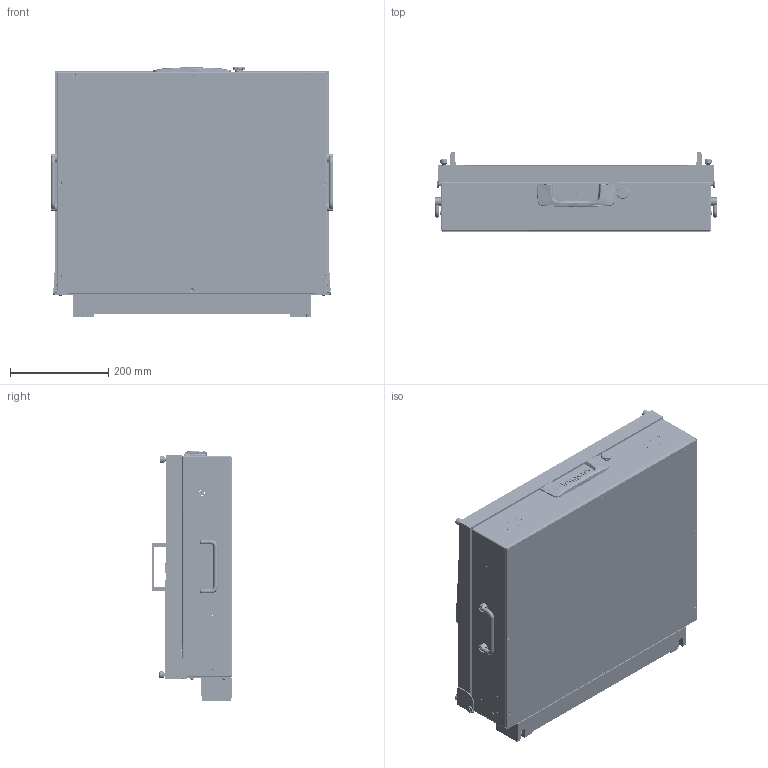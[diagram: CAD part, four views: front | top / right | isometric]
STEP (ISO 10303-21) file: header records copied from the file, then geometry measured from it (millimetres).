
FILE_DESCRIPTION (( 'STEP AP214' ), '1' );
FILE_NAME ('INGUN_114641.STEP', '2025-07-15T13:54:26', ( '' ), ( '' ), 'SwSTEP 2.0', 'SolidWorks 2023', '' );
FILE_SCHEMA (( 'AUTOMOTIVE_DESIGN' ));
Length unit declared in the file: millimetre
Products named in the file (78): ISO7380~n_M04,0x006; K_02037~0_Standard ohne Dyn Punkt<Standard>; DIN7991~n_M04,0x012; 113687~4_S; 112025~4_S; 116542~2_S; 116283~0_S; 31788~1_flexibel<Standard>; DIN7991~n_M03,0x006; ISO7380~n_M03,0x005; 110324~0_Spring Pin 3 x 14 - St; DIN912~n_M04,0x016; 112132~0_S; ASR~asr_Øi05,2x03xØa10; ISO7380~n_M04,0x008; 112078~4_S; 113686~3_S; K_02038~0; Gewindebuchse~n_M04-05,0 geschlossen; INFO_4562~3_Typenschild 1010; 112080~6_S; DIN_6799_-_A2~n_d 5; 114196_001~0; INGUN_114641; 11683~0; 112036~0_S; 42751~1_S; 112838~2_S; 116284~0_S; 11655~0; 2229~6; 114364~0_S; DIN988~n_06x12x0,1; 116282~0_S; 112093~2; 2196~7; 112992~2_S; 1607~1; 114196_002~0; 114196~0 ...
Assembly tree (175 placements, depth 5):
  INGUN_114641
    113687~4_S
      113686~3_S
      32171~1_S
      112992~2_S  x2
      49317~0  x2
      114196~0  x2
        114196_001~0
        114196_002~0
        114196_003~0
        114196_004~0_S
      DIN912~n_M04,0x016
      112024~0_S
      112025~4_S
      DIN125~n_04,3 M04,0
      DIN985-A2~n_M04,0
      112026~0_Mitte<S>
      ISO7380~n_M03,0x005
      114364~0_S
      DIN934~n_M04,0 A2
      116832~0_S
        116542~2_S
        DIN913~n_M03,0x06
        114364~0_S
    112085~11_KUNDE<S>
      115766~1_S
        112080~6_S
        Gewindebuchse~n_M04-07,5 offen  x4
        Gewindebuchse~n_M04-05,0 geschlossen  x7
      112078~4_S
      112079~10_S
      100974~1_KUNDE<S>
      105791~0  x4
      ASR~asr_Øi05,2x03xØa10  x12
      112838~2_S  x4
      116128~1_S  x2
      116281~0_S  x2
        116282~0_S
          116283~0_S
          DIN125~n_05,3 M05,0 Fase
          116284~0_S
        49317~0
        ISO7380~n_M04,0x006
      1607~1  x2
      ISO7380~n_M04,0x012  x4
      19420~3
      11657~0
      ISO7380~n_M03,0x006  x8
      2196~7  x2
      DIN7991~n_M04,0x012  x2
      2229~6  x2
      5332~0  x2
      DIN7~n_04,0m6x004  x2
      DIN_6799_-_A2~n_d 5  x4
      42751~1_S
      INFO_4562~3_Typenschild 1010
      11683~0
      DIN985-A2~n_M04,0  x2
      114607~0_S
      11655~0
Bounding box: 574 x 163.97 x 508.1 mm (x, y, z)
Volume: 5775057.8 mm3; surface area: 2612891.9 mm2
Topology: 175 solids, 175 shells, 9191 faces, 21793 edges, 13270 vertices
Faces by surface type: plane 3236, cylinder 2824, bspline 2389, cone 568, torus 166, sphere 8
Entity records: 235239 total; most frequent: CARTESIAN_POINT 121746, ORIENTED_EDGE 25556, DIRECTION 17160, EDGE_CURVE 12778, VERTEX_POINT 7594, AXIS2_PLACEMENT_3D 6412, EDGE_LOOP 6114, FACE_OUTER_BOUND 5539
